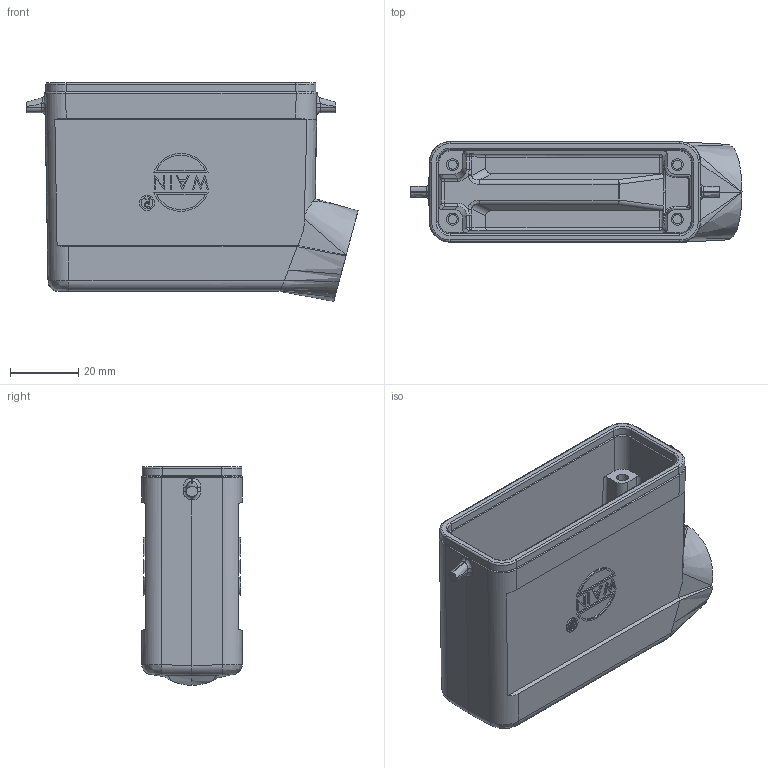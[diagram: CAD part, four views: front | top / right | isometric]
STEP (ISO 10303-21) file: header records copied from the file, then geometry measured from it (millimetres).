
FILE_DESCRIPTION(/* description */ (''),/* implementation_level */ '2;1');
FILE_NAME(/* name */ '3D_1100165101010_H16A-SE-2B-PG16_V1.1.stp',/* time_stamp */ '2024-01-24T09:04:29+08:00',/* author */ (''),/* organization */ (''),/* preprocessor_version */ 'ST-DEVELOPER v18.1',/* originating_system */ 'SIEMENS PLM Software NX 1980',/* authorisation */ '');
FILE_SCHEMA (('AUTOMOTIVE_DESIGN { 1 0 10303 214 3 1 1 1 }'));
Length unit declared in the file: millimetre
Products named in the file (1): 3D_1100165101010_H16A-SE-2B-PG16_V1.0_stp
Bounding box: 97.51 x 29.5 x 64.23 mm (x, y, z)
Volume: 44783.3 mm3; surface area: 31552.1 mm2
Topology: 1 solids, 1 shells, 496 faces, 1244 edges, 786 vertices
Faces by surface type: plane 236, cylinder 176, bspline 30, torus 28, sphere 14, cone 6, extrusion 6
Entity records: 16822 total; most frequent: CARTESIAN_POINT 5654, ORIENTED_EDGE 2472, DIRECTION 2020, EDGE_CURVE 1236, VERTEX_POINT 786, VECTOR 704, LINE 698, AXIS2_PLACEMENT_3D 658
